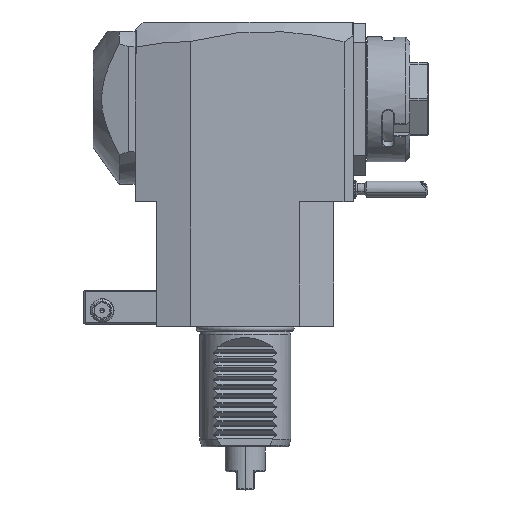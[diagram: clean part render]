
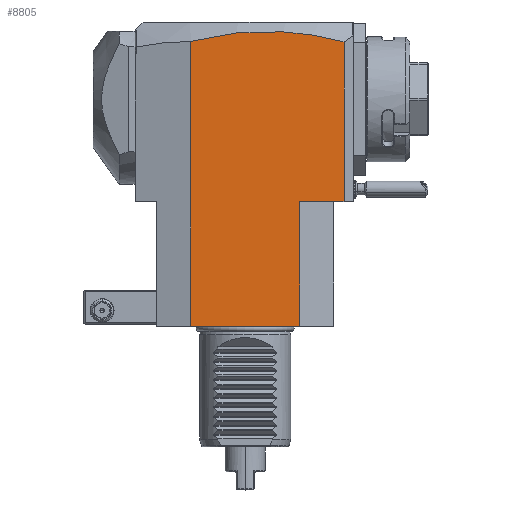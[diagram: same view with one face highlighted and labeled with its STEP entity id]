
A CAD part, top view. The second image highlights one B-rep face of the part: STEP entity #8805.
In plain terms, the highlighted planar face has unit normal (0, 0, 1).
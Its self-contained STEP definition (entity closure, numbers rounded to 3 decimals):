
#17=DIRECTION('',(-1.,0.,0.));
#18=VECTOR('',#17,48.);
#19=CARTESIAN_POINT('',(24.,0.,37.5));
#20=LINE('',#19,#18);
#81=DIRECTION('',(0.,-1.,0.));
#82=VECTOR('',#81,70.258);
#83=CARTESIAN_POINT('',(43.5,125.258,37.5));
#84=LINE('',#83,#82);
#85=DIRECTION('',(-1.,0.,0.));
#86=VECTOR('',#85,19.5);
#87=CARTESIAN_POINT('',(43.5,55.,37.5));
#88=LINE('',#87,#86);
#89=CARTESIAN_POINT('',(-24.,125.435,37.5));
#90=CARTESIAN_POINT('',(-18.371,126.939,37.5));
#91=CARTESIAN_POINT('',(-7.115,129.162,37.5));
#92=CARTESIAN_POINT('',(9.762,130.233,37.5));
#93=CARTESIAN_POINT('',(26.635,129.072,37.5));
#94=CARTESIAN_POINT('',(37.879,126.791,37.5));
#95=CARTESIAN_POINT('',(43.5,125.258,37.5));
#2281=DIRECTION('',(0.,-1.,0.));
#2282=VECTOR('',#2281,125.435);
#2283=CARTESIAN_POINT('',(-24.,125.435,37.5));
#2284=LINE('',#2283,#2282);
#5053=DIRECTION('',(0.,1.,0.));
#5054=VECTOR('',#5053,55.);
#5055=CARTESIAN_POINT('',(24.,0.,37.5));
#5056=LINE('',#5055,#5054);
#8181=VERTEX_POINT('',#89);
#8182=VERTEX_POINT('',#95);
#8524=CARTESIAN_POINT('',(43.5,55.,37.5));
#8525=VERTEX_POINT('',#8524);
#8566=CARTESIAN_POINT('',(24.,0.,37.5));
#8567=VERTEX_POINT('',#8566);
#8568=CARTESIAN_POINT('',(-24.,0.,37.5));
#8569=VERTEX_POINT('',#8568);
#8700=CARTESIAN_POINT('',(24.,55.,37.5));
#8701=VERTEX_POINT('',#8700);
#8788=CARTESIAN_POINT('',(-39.202,55.,37.5));
#8789=DIRECTION('',(0.,0.,1.));
#8790=DIRECTION('',(1.,0.,0.));
#8791=AXIS2_PLACEMENT_3D('',#8788,#8789,#8790);
#8792=PLANE('',#8791);
#8794=ORIENTED_EDGE('',*,*,#8793,.T.);
#8795=ORIENTED_EDGE('',*,*,#8770,.T.);
#8797=ORIENTED_EDGE('',*,*,#8796,.F.);
#8798=ORIENTED_EDGE('',*,*,#8717,.T.);
#8800=ORIENTED_EDGE('',*,*,#8799,.F.);
#8802=ORIENTED_EDGE('',*,*,#8801,.T.);
#8803=EDGE_LOOP('',(#8794,#8795,#8797,#8798,#8800,#8802));
#8804=FACE_OUTER_BOUND('',#8803,.F.);
#96=B_SPLINE_CURVE_WITH_KNOTS('',3,(#89,#90,#91,#92,#93,#94,#95),.UNSPECIFIED.,
.F.,.F.,(4,1,1,1,4),(0.,0.25,0.5,0.75,1.),.UNSPECIFIED.);
#8717=EDGE_CURVE('',#8567,#8569,#20,.T.);
#8770=EDGE_CURVE('',#8525,#8701,#88,.T.);
#8793=EDGE_CURVE('',#8182,#8525,#84,.T.);
#8796=EDGE_CURVE('',#8567,#8701,#5056,.T.);
#8799=EDGE_CURVE('',#8181,#8569,#2284,.T.);
#8801=EDGE_CURVE('',#8181,#8182,#96,.T.);
#8805=ADVANCED_FACE('',(#8804),#8792,.T.);
